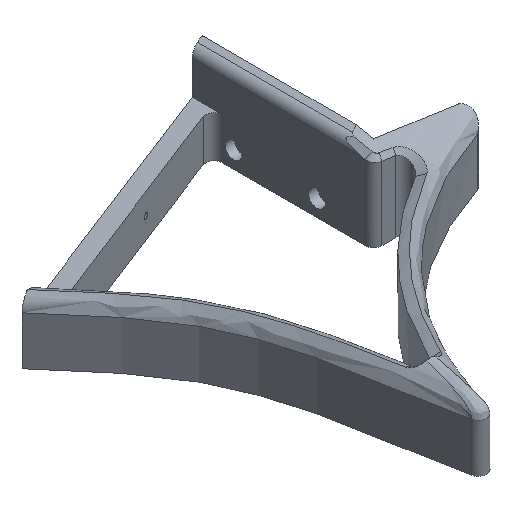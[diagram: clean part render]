
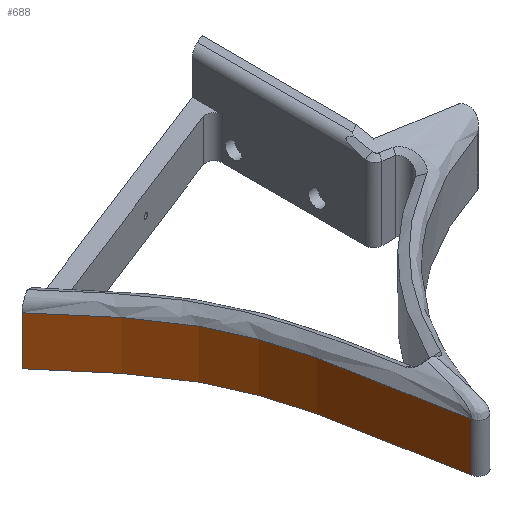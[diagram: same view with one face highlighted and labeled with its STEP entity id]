
A CAD part, isometric view. The second image highlights one B-rep face of the part: STEP entity #688.
In plain terms, the highlighted free-form (B-spline) face has degree [3, 1] with [4, 2] control points.
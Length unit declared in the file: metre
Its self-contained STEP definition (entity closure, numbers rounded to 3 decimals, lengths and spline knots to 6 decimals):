
#44=B_SPLINE_SURFACE_WITH_KNOTS('',3,1,((#1338,#1339),(#1340,#1341),(#1342,
#1343),(#1344,#1345)),.SURF_OF_LINEAR_EXTRUSION.,.F.,.F.,.F.,(4,4),(2,2),
(0.069809,0.98255),(0.,1.),.PIECEWISE_BEZIER_KNOTS.);
#89=B_SPLINE_CURVE_WITH_KNOTS('',3,(#1346,#1347,#1348,#1349),
 .UNSPECIFIED.,.F.,.F.,(4,4),(0.,1.),.PIECEWISE_BEZIER_KNOTS.);
#90=B_SPLINE_CURVE_WITH_KNOTS('',3,(#1353,#1354,#1355,#1356),
 .UNSPECIFIED.,.F.,.F.,(4,4),(0.,0.997661),.UNSPECIFIED.);
#180=ORIENTED_EDGE('',*,*,#345,.F.);
#181=ORIENTED_EDGE('',*,*,#377,.T.);
#182=ORIENTED_EDGE('',*,*,#378,.T.);
#183=ORIENTED_EDGE('',*,*,#379,.T.);
#345=EDGE_CURVE('',#446,#447,#508,.F.);
#377=EDGE_CURVE('',#446,#472,#89,.F.);
#378=EDGE_CURVE('',#472,#473,#517,.F.);
#379=EDGE_CURVE('',#473,#447,#90,.T.);
#446=VERTEX_POINT('',#988);
#447=VERTEX_POINT('',#990);
#472=VERTEX_POINT('',#1350);
#473=VERTEX_POINT('',#1352);
#508=LINE('',#989,#540);
#517=LINE('',#1351,#549);
#540=VECTOR('',#817,1.);
#549=VECTOR('',#834,1.);
#571=EDGE_LOOP('',(#180,#181,#182,#183));
#627=FACE_BOUND('',#571,.T.);
#688=ADVANCED_FACE('',(#627),#44,.T.);
#817=DIRECTION('',(0.,0.,-1.));
#834=DIRECTION('',(0.,0.,-1.));
#988=CARTESIAN_POINT('',(0.962828,0.27749,0.005));
#989=CARTESIAN_POINT('',(0.962828,0.27749,0.017));
#990=CARTESIAN_POINT('',(0.962828,0.27749,0.034));
#1338=CARTESIAN_POINT('',(1.042217,0.087773,0.034));
#1339=CARTESIAN_POINT('',(1.042217,0.087773,0.005));
#1340=CARTESIAN_POINT('',(1.02385,0.199194,0.034));
#1341=CARTESIAN_POINT('',(1.02385,0.199194,0.005));
#1342=CARTESIAN_POINT('',(1.019486,0.214255,0.034));
#1343=CARTESIAN_POINT('',(1.019486,0.214255,0.005));
#1344=CARTESIAN_POINT('',(0.962828,0.27749,0.034));
#1345=CARTESIAN_POINT('',(0.962828,0.27749,0.005));
#1346=CARTESIAN_POINT('',(1.046707,0.060451,0.005));
#1347=CARTESIAN_POINT('',(1.023812,0.1996,0.005));
#1348=CARTESIAN_POINT('',(1.023812,0.209814,0.005));
#1349=CARTESIAN_POINT('',(0.95952,0.28117,0.005));
#1350=CARTESIAN_POINT('',(1.042217,0.087773,0.005));
#1351=CARTESIAN_POINT('',(1.042217,0.087773,0.));
#1352=CARTESIAN_POINT('',(1.042217,0.087773,0.034));
#1353=CARTESIAN_POINT('',(1.042217,0.087773,0.034));
#1354=CARTESIAN_POINT('',(1.02385,0.199194,0.034));
#1355=CARTESIAN_POINT('',(1.019486,0.214255,0.034));
#1356=CARTESIAN_POINT('',(0.962828,0.27749,0.034));
